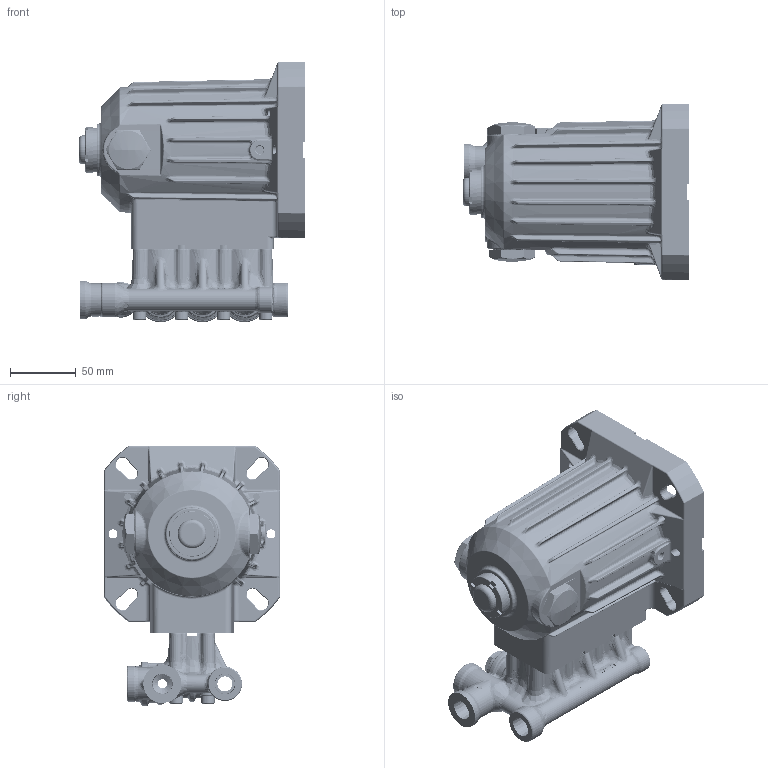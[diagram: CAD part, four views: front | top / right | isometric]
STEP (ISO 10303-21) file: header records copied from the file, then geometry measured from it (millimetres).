
FILE_DESCRIPTION (( 'STEP AP214' ), '1' );
FILE_NAME ('4SP21EL.STEP', '2015-07-08T14:58:35', ( '' ), ( '' ), 'SwSTEP 2.0', 'SolidWorks 2015', '' );
FILE_SCHEMA (( 'AUTOMOTIVE_DESIGN' ));
Length unit declared in the file: millimetre
Products named in the file (1): 4SP21EL
Bounding box: 172 x 134 x 198 mm (x, y, z)
Volume: 734231.5 mm3; surface area: 347248 mm2
Topology: 32 solids, 32 shells, 5696 faces, 14071 edges, 8244 vertices
Faces by surface type: bspline 2317, cylinder 1243, plane 1072, cone 587, torus 343, sphere 134
Entity records: 354211 total; most frequent: CARTESIAN_POINT 178262, ORIENTED_EDGE 27524, DIRECTION 18371, EDGE_CURVE 13762, VERTEX_POINT 8226, AXIS2_PLACEMENT_3D 7641, EDGE_LOOP 5906, UNCERTAINTY_MEASURE_WITH_UNIT 5726
